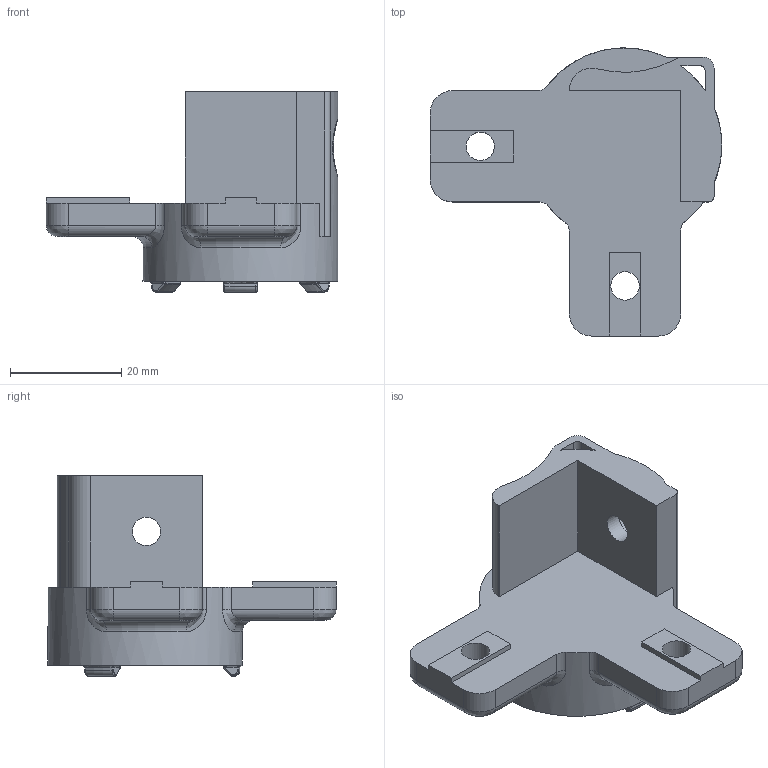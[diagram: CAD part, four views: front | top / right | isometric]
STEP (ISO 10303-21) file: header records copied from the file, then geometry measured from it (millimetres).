
FILE_DESCRIPTION(/* description */ (''),/* implementation_level */ '2;1');
FILE_NAME(/* name */ 'magnet three point bed mount.step',/* time_stamp */ '2021-02-22T01:23:02-05:00',/* author */ (''),/* organization */ (''),/* preprocessor_version */ 'ST-DEVELOPER v18.1',/* originating_system */ 'Autodesk Translation Framework v9.7.1.1290',/* authorisation */ '');
FILE_SCHEMA (('AUTOMOTIVE_DESIGN { 1 0 10303 214 3 1 1 }'));
Length unit declared in the file: millimetre
Products named in the file (1): magnet three point bed mount (1)
Bounding box: 52.39 x 51.78 x 36 mm (x, y, z)
Volume: 14769.6 mm3; surface area: 9075.1 mm2
Topology: 1 solids, 1 shells, 170 faces, 422 edges, 249 vertices
Faces by surface type: cylinder 64, plane 48, bspline 33, torus 16, sphere 6, cone 3
Full cylindrical faces by diameter (mm): 5.1 x3, 9.6 x3, 30 x1, 35 x1
Entity records: 5942 total; most frequent: CARTESIAN_POINT 2017, ORIENTED_EDGE 832, DIRECTION 792, EDGE_CURVE 416, AXIS2_PLACEMENT_3D 310, VERTEX_POINT 249, EDGE_LOOP 179, CIRCLE 172
